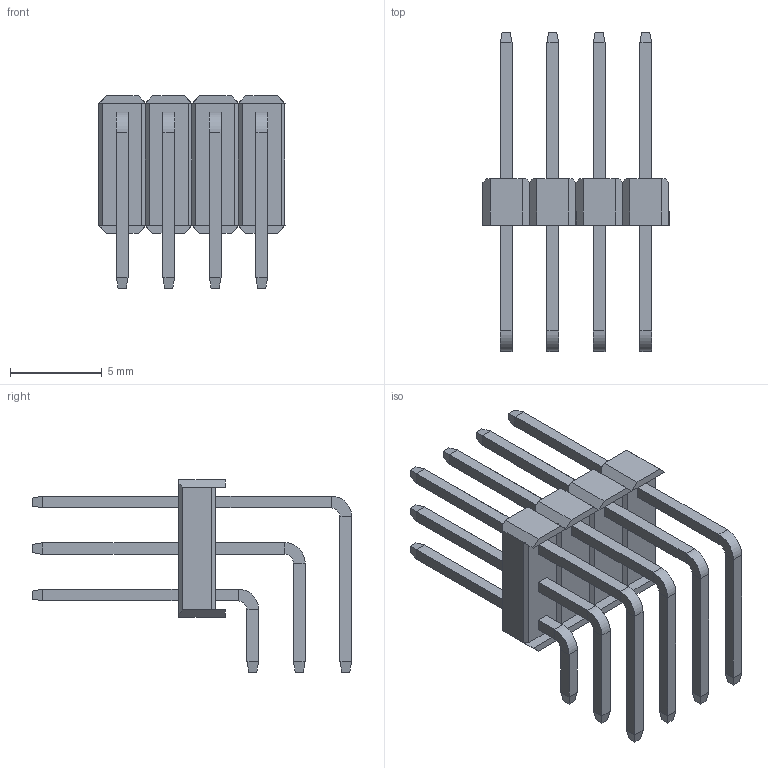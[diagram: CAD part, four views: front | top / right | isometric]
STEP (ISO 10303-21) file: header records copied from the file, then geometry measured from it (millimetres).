
FILE_DESCRIPTION (( 'STEP AP214' ), '1' );
FILE_NAME ('3x4 Male Pin Header Angle.STEP', '2018-11-17T18:44:04', ( 'M.B.I.' ), ( '' ), 'SwSTEP 2.0', '', '' );
FILE_SCHEMA (( 'AUTOMOTIVE_DESIGN' ));
Length unit declared in the file: millimetre
Products named in the file (1): 3x4 Male Pin Header Angle
Bounding box: 10.16 x 17.44 x 10.5 mm (x, y, z)
Volume: 243.1 mm3; surface area: 945.7 mm2
Topology: 13 solids, 13 shells, 400 faces, 918 edges, 544 vertices
Faces by surface type: plane 376, cylinder 24
Entity records: 11008 total; most frequent: CARTESIAN_POINT 1863, ORIENTED_EDGE 1836, DIRECTION 1768, EDGE_CURVE 918, VECTOR 870, LINE 870, VERTEX_POINT 544, AXIS2_PLACEMENT_3D 449
